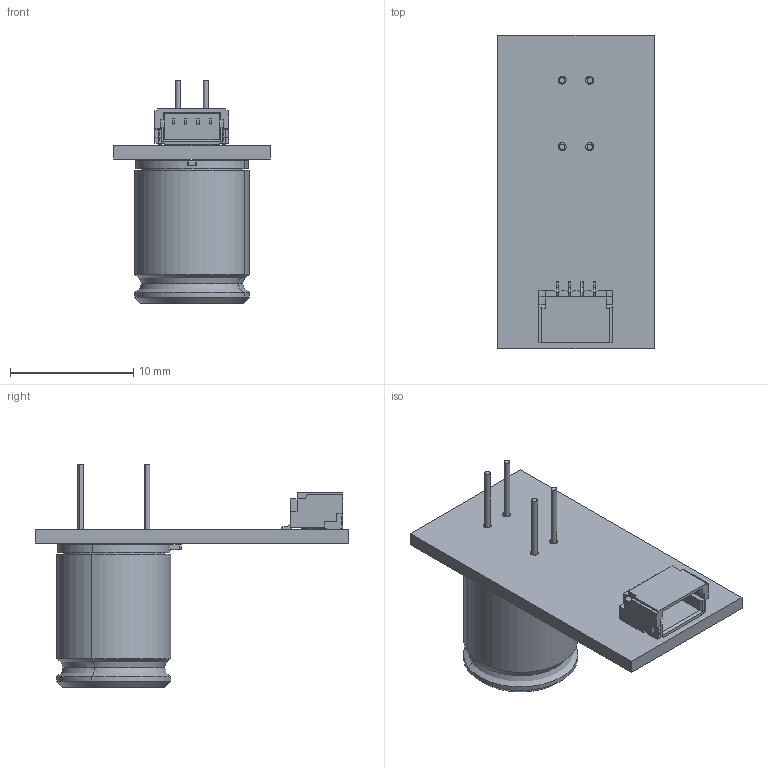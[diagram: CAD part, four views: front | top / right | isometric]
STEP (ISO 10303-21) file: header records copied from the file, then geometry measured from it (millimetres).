
FILE_DESCRIPTION(('KiCad electronic assembly'),'2;1');
FILE_NAME('mlx90640-breakout.step','2023-01-17T09:05:26',('Pcbnew'),( 'Kicad'),'Open CASCADE STEP processor 7.6','KiCad to STEP converter' ,'Unknown');
FILE_SCHEMA(('AUTOMOTIVE_DESIGN { 1 0 10303 214 1 1 1 1 }'));
Length unit declared in the file: millimetre
Products named in the file (6): mlx90640-breakout 1; QWIIC_STEMMA_QT; COMPOUND; MLX9064x_xxB_small_fov; _autosave-mlx90640-breakout PCB
Assembly tree (5 placements, depth 3):
  mlx90640-breakout 1
    QWIIC_STEMMA_QT
      COMPOUND
    MLX9064x_xxB_small_fov
      COMPOUND
    _autosave-mlx90640-breakout PCB
Bounding box: 12.7 x 25.4 x 18.05 mm (x, y, z)
Volume: 1080.5 mm3; surface area: 1777.6 mm2
Topology: 17 solids, 17 shells, 322 faces, 839 edges, 552 vertices
Faces by surface type: bspline 312, plane 6, cylinder 4
Full cylindrical faces by diameter (mm): 0.65 x4
Entity records: 20710 total; most frequent: CARTESIAN_POINT 9597, B_SPLINE_CURVE_WITH_KNOTS 2108, ORIENTED_EDGE 1678, PCURVE 1678, DEFINITIONAL_REPRESENTATION 1678, EDGE_CURVE 839, SURFACE_CURVE 835, VERTEX_POINT 552
